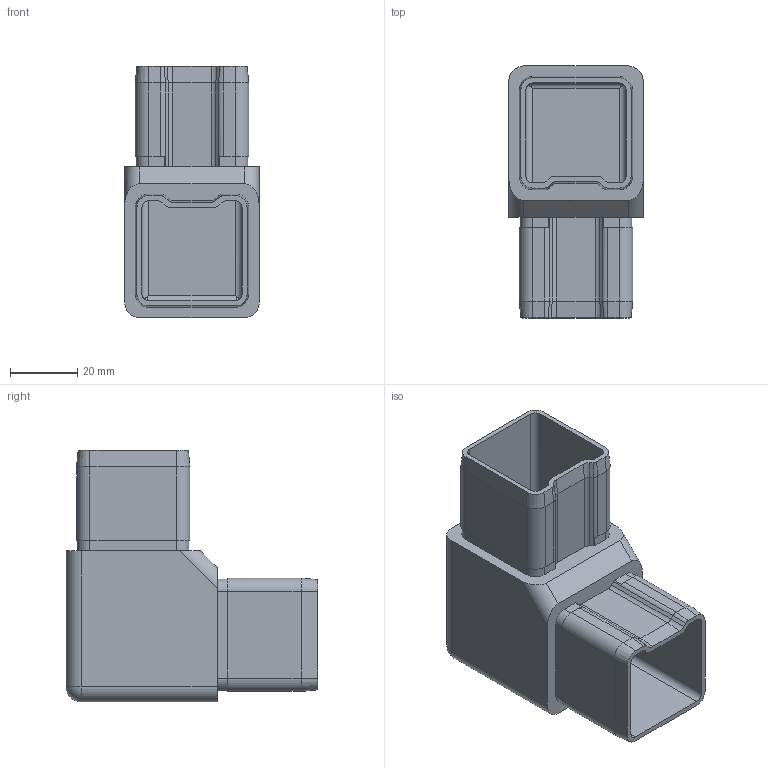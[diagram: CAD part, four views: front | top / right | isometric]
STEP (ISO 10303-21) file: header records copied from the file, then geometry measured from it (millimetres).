
FILE_DESCRIPTION (( 'STEP AP203' ), '1' );
FILE_NAME ('10124040-3.step', '2020-03-09T08:49:55', ( '' ), ( '' ), 'SwSTEP 2.0', 'SolidWorks 2015', '' );
FILE_SCHEMA (( 'CONFIG_CONTROL_DESIGN' ));
Length unit declared in the file: millimetre
Products named in the file (2): 10124040-3
Bounding box: 40 x 75 x 75 mm (x, y, z)
Volume: 48698 mm3; surface area: 29449.2 mm2
Topology: 1 solids, 1 shells, 574 faces, 1481 edges, 950 vertices
Faces by surface type: plane 315, bspline 175, cylinder 64, cone 16, sphere 4
Entity records: 26778 total; most frequent: CARTESIAN_POINT 13884, ORIENTED_EDGE 2950, DIRECTION 2035, EDGE_CURVE 1475, VECTOR 977, LINE 977, VERTEX_POINT 950, EDGE_LOOP 623
